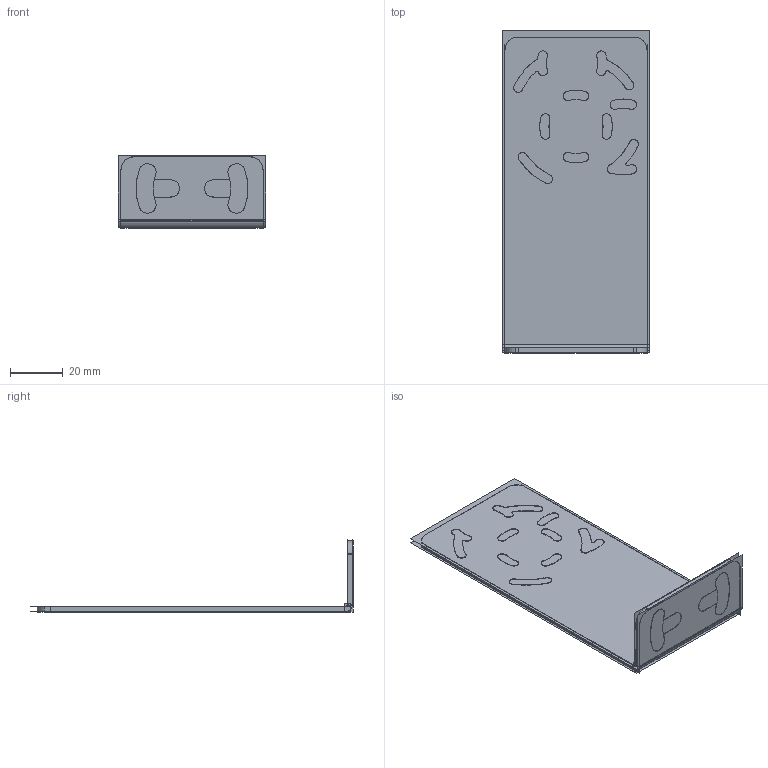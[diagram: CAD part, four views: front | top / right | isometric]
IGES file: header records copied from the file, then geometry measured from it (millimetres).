
Start section:  PTC IGES file: 195829.igs
Global section: file name: 195829.igs; native system: Creo Parametric by Parametric Technology Corporation; preprocessor: 2016100; author: pdmadmin; organization: Unknown; date: 20160901.091355; units: millimetre
Bounding box: 56.16 x 122.51 x 27.65 mm (x, y, z)
Volume: 13247.7 mm3; surface area: 65293.7 mm2
Topology: 1 solids, 1 shells, 182 faces, 1032 edges, 1352 vertices
Faces by surface type: revolution 150, bspline 32
